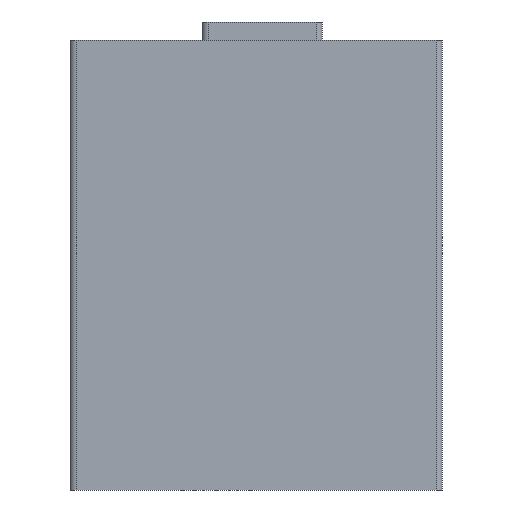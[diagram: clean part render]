
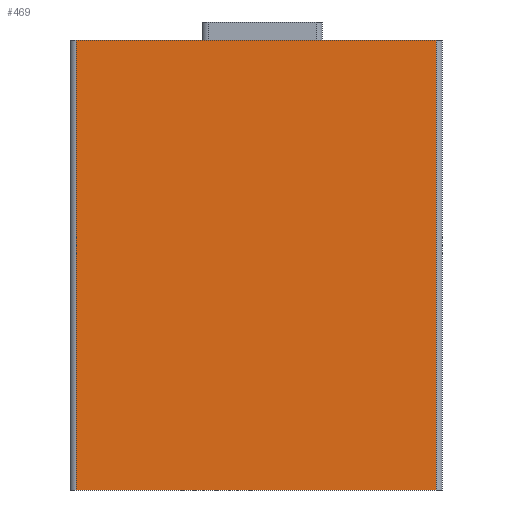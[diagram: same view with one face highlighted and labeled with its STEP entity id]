
A CAD part, front view. The second image highlights one B-rep face of the part: STEP entity #469.
In plain terms, the highlighted planar face has unit normal (0, -1, 0).
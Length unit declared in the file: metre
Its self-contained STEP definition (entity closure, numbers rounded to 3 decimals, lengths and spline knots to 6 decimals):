
#87=ORIENTED_EDGE('',*,*,#216,.T.);
#88=ORIENTED_EDGE('',*,*,#217,.T.);
#89=ORIENTED_EDGE('',*,*,#185,.F.);
#90=ORIENTED_EDGE('',*,*,#218,.T.);
#185=EDGE_CURVE('',#251,#252,#297,.T.);
#216=EDGE_CURVE('',#279,#280,#316,.T.);
#217=EDGE_CURVE('',#280,#252,#317,.F.);
#218=EDGE_CURVE('',#251,#279,#318,.T.);
#251=VERTEX_POINT('',#726);
#252=VERTEX_POINT('',#727);
#279=VERTEX_POINT('',#788);
#280=VERTEX_POINT('',#789);
#297=LINE('',#725,#335);
#316=LINE('',#787,#354);
#317=LINE('',#790,#355);
#318=LINE('',#791,#356);
#335=VECTOR('',#571,1.);
#354=VECTOR('',#620,1.);
#355=VECTOR('',#621,1.);
#356=VECTOR('',#622,1.);
#378=EDGE_LOOP('',(#87,#88,#89,#90));
#416=FACE_BOUND('',#378,.T.);
#452=PLANE('',#524);
#469=ADVANCED_FACE('',(#416),#452,.F.);
#524=AXIS2_PLACEMENT_3D('',#786,#618,#619);
#571=DIRECTION('',(1.,0.,0.));
#618=DIRECTION('',(0.,1.,0.));
#619=DIRECTION('',(0.,0.,1.));
#620=DIRECTION('',(1.,0.,0.));
#621=DIRECTION('',(0.,0.,-1.));
#622=DIRECTION('',(0.,0.,-1.));
#725=CARTESIAN_POINT('',(-0.001,-0.0725,0.075));
#726=CARTESIAN_POINT('',(-0.031,-0.0725,0.075));
#727=CARTESIAN_POINT('',(0.029,-0.0725,0.075));
#786=CARTESIAN_POINT('',(-0.001,-0.0725,0.075));
#787=CARTESIAN_POINT('',(-0.001,-0.0725,0.));
#788=CARTESIAN_POINT('',(-0.031,-0.0725,0.));
#789=CARTESIAN_POINT('',(0.029,-0.0725,0.));
#790=CARTESIAN_POINT('',(0.029,-0.0725,0.075));
#791=CARTESIAN_POINT('',(-0.031,-0.0725,0.075));
